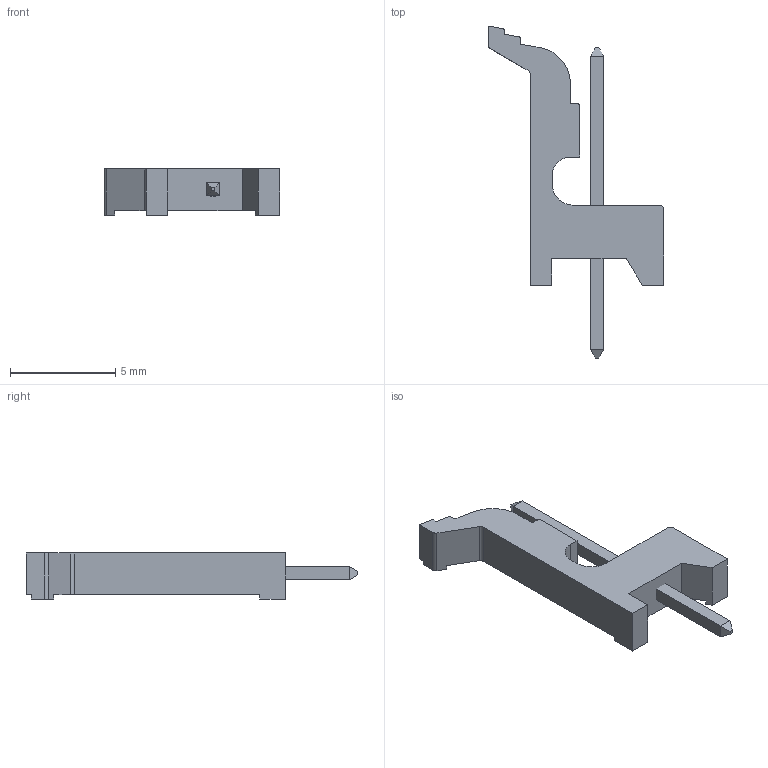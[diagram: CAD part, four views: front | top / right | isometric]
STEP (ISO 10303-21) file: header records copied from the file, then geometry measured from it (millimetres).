
FILE_DESCRIPTION (( 'STEP AP214' ), '1' );
FILE_NAME ('CNX V01 NTP.STEP', '2018-06-27T20:39:24', ( 'user' ), ( 'Microsoft' ), 'SwSTEP 2.0', 'SolidWorks 2016', '' );
FILE_SCHEMA (( 'AUTOMOTIVE_DESIGN' ));
Length unit declared in the file: millimetre
Products named in the file (3): 450028-580; 450 028_CNX _01 NTP; CNX V01 NTP
Assembly tree (2 placements, depth 2):
  CNX V01 NTP
    450 028_CNX _01 NTP
    450028-580
Bounding box: 8.35 x 15.77 x 2.19 mm (x, y, z)
Volume: 74.2 mm3; surface area: 197.9 mm2
Topology: 2 solids, 2 shells, 56 faces, 148 edges, 96 vertices
Faces by surface type: plane 43, cylinder 13
Entity records: 1828 total; most frequent: CARTESIAN_POINT 305, DIRECTION 296, ORIENTED_EDGE 296, EDGE_CURVE 148, VECTOR 122, LINE 122, VERTEX_POINT 96, AXIS2_PLACEMENT_3D 87
